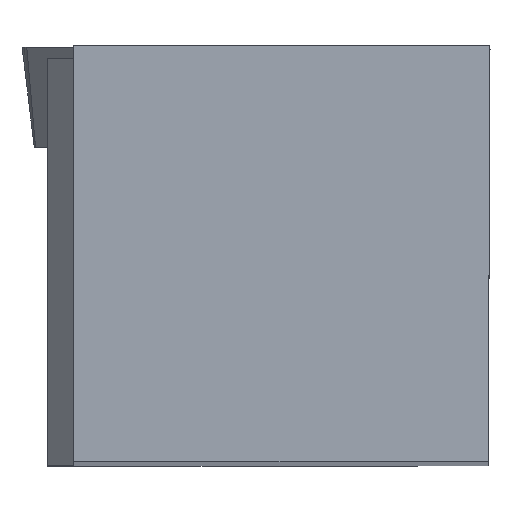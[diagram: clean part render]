
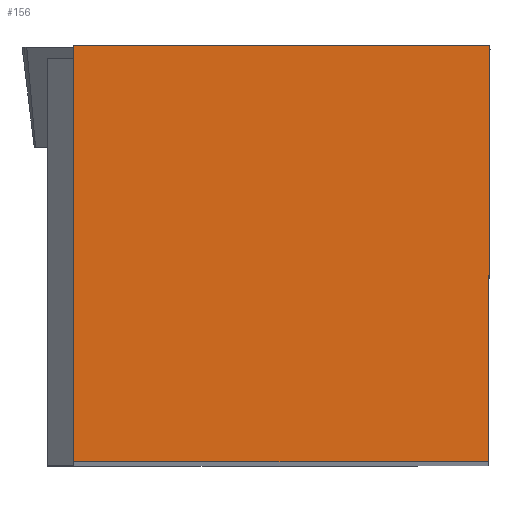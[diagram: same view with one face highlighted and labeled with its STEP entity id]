
A CAD part, top view. The second image highlights one B-rep face of the part: STEP entity #156.
In plain terms, the highlighted planar face has unit normal (0, 0, 1).
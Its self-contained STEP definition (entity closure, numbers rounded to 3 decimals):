
#124=FACE_OUTER_BOUND('',#362,.T.);
#156=ADVANCED_FACE('BLANK_BOXF006',(#124),#182,.F.);
#182=PLANE('',#797);
#209=LINE('',#1146,#268);
#214=LINE('',#1156,#273);
#220=LINE('',#1169,#279);
#242=LINE('',#1222,#301);
#268=VECTOR('',#899,1.);
#273=VECTOR('',#906,1.);
#279=VECTOR('',#914,1.);
#301=VECTOR('',#960,1.);
#362=EDGE_LOOP('',(#482,#483,#484,#485));
#482=ORIENTED_EDGE('',*,*,#634,.F.);
#483=ORIENTED_EDGE('',*,*,#660,.F.);
#484=ORIENTED_EDGE('',*,*,#628,.F.);
#485=ORIENTED_EDGE('',*,*,#623,.F.);
#559=VERTEX_POINT('',#1145);
#560=VERTEX_POINT('',#1147);
#564=VERTEX_POINT('',#1157);
#569=VERTEX_POINT('',#1168);
#623=EDGE_CURVE('',#559,#560,#209,.T.);
#628=EDGE_CURVE('',#560,#564,#214,.T.);
#634=EDGE_CURVE('',#569,#559,#220,.T.);
#660=EDGE_CURVE('',#564,#569,#242,.T.);
#797=AXIS2_PLACEMENT_3D('',#1223,#961,#962);
#899=DIRECTION('',(1.,0.,0.));
#906=DIRECTION('',(-0.004,-1.,0.));
#914=DIRECTION('',(0.,1.,0.));
#960=DIRECTION('',(-1.,0.,0.));
#961=DIRECTION('',(0.,0.,-1.));
#962=DIRECTION('',(-1.,0.,0.));
#1145=CARTESIAN_POINT('',(-19.875,19.875,0.));
#1146=CARTESIAN_POINT('',(-138.35,19.875,0.));
#1147=CARTESIAN_POINT('',(0.,19.875,0.));
#1156=CARTESIAN_POINT('',(0.517,138.349,0.));
#1157=CARTESIAN_POINT('',(-0.087,0.,0.));
#1168=CARTESIAN_POINT('',(-19.875,0.,0.));
#1169=CARTESIAN_POINT('',(-19.875,-138.35,0.));
#1222=CARTESIAN_POINT('',(138.35,0.,0.));
#1223=CARTESIAN_POINT('',(-26.03,-5.,0.));
